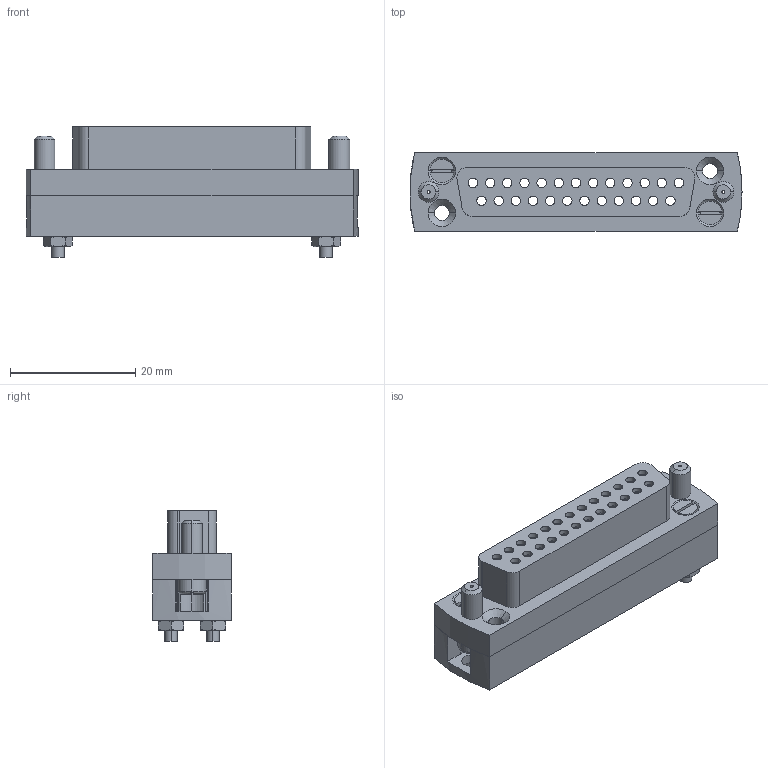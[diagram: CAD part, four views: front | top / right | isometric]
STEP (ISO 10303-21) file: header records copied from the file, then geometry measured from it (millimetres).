
FILE_DESCRIPTION (( 'STEP AP214' ), '1' );
FILE_NAME ('211-FS25-UHV-01.STEP', '2020-03-24T08:38:29', ( '' ), ( '' ), 'SwSTEP 2.0', 'SolidWorks 2017', '' );
FILE_SCHEMA (( 'AUTOMOTIVE_DESIGN' ));
Length unit declared in the file: millimetre
Products named in the file (6): 903-SCREW-4-40-3_8-B; ISO 2009 - M2 x 14 --- 14C_ISO 2009 - M2 x 14 --- 14C; 211-FS25-UHV-01; Hexagon Nut ISO 4032 - M2 - D - N_Hexagon Nut ISO 4032 - M2 - D - N; 9211-FSX-UHV-BP_9211-FS25-UHV-BP; 9211-FSX-UHV-FP_9211-FS25-UHV-FP
Assembly tree (8 placements, depth 2):
  211-FS25-UHV-01
    9211-FSX-UHV-FP_9211-FS25-UHV-FP
    9211-FSX-UHV-BP_9211-FS25-UHV-BP
    903-SCREW-4-40-3_8-B  x2
    ISO 2009 - M2 x 14 --- 14C_ISO 2009 - M2 x 14 --- 14C  x2
    Hexagon Nut ISO 4032 - M2 - D - N_Hexagon Nut ISO 4032 - M2 - D - N  x2
Bounding box: 52.99 x 12.5 x 20.8 mm (x, y, z)
Volume: 7393.1 mm3; surface area: 8088.1 mm2
Topology: 8 solids, 8 shells, 520 faces, 1230 edges, 750 vertices
Faces by surface type: cylinder 270, cone 148, plane 94, torus 8
Entity records: 14032 total; most frequent: DIRECTION 2626, CARTESIAN_POINT 2380, ORIENTED_EDGE 2200, EDGE_CURVE 1100, AXIS2_PLACEMENT_3D 1086, VERTEX_POINT 672, CIRCLE 614, EDGE_LOOP 612
